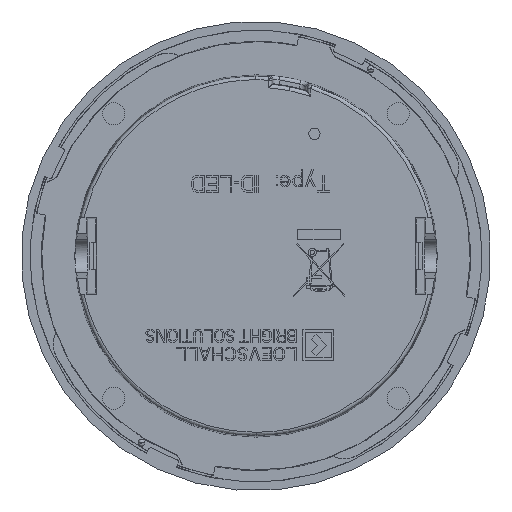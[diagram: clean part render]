
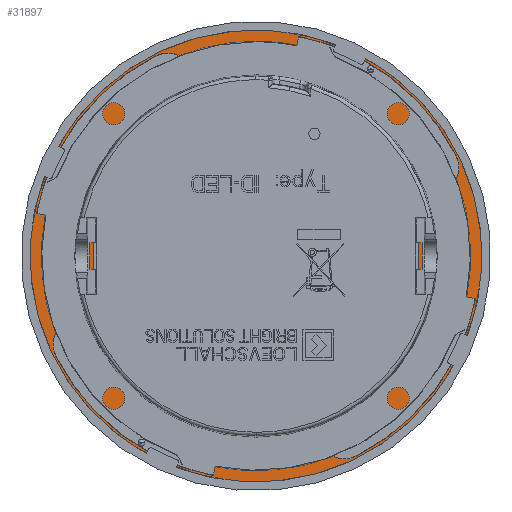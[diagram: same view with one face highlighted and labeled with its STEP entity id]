
A CAD part, front view. The second image highlights one B-rep face of the part: STEP entity #31897.
In plain terms, the highlighted face is planar.
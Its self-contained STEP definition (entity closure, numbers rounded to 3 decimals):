
#2558 = DIRECTION ( 'NONE',  ( -1., 0., 0. ) ) ;
#5331 = CIRCLE ( 'NONE', #53963, 33.7 ) ;
#6160 = EDGE_CURVE ( 'NONE', #35946, #36138, #8301, .T. ) ;
#8301 = CIRCLE ( 'NONE', #47904, 33.7 ) ;
#9217 = ORIENTED_EDGE ( 'NONE', *, *, #37309, .T. ) ;
#9859 = ORIENTED_EDGE ( 'NONE', *, *, #44545, .T. ) ;
#10228 = CARTESIAN_POINT ( 'NONE',  ( -24.35, 0., 0.4 ) ) ;
#11991 = DIRECTION ( 'NONE',  ( 0., 0., 1. ) ) ;
#13039 = DIRECTION ( 'NONE',  ( -1., 0., 0. ) ) ;
#13536 = AXIS2_PLACEMENT_3D ( 'NONE', #24841, #68072, #51048 ) ;
#17323 = EDGE_LOOP ( 'NONE', ( #9859, #68655 ) ) ;
#24725 = CARTESIAN_POINT ( 'NONE',  ( 0., 0., 0.4 ) ) ;
#24841 = CARTESIAN_POINT ( 'NONE',  ( 0., 0., 0.4 ) ) ;
#27582 = CARTESIAN_POINT ( 'NONE',  ( 0., 33.5, 0.4 ) ) ;
#29834 = DIRECTION ( 'NONE',  ( 0., 0., 1. ) ) ;
#30907 = EDGE_CURVE ( 'NONE', #39439, #36242, #62170, .T. ) ;
#31352 = DIRECTION ( 'NONE',  ( 0., 0., -1. ) ) ;
#31897 = ADVANCED_FACE ( '9', ( #38213, #32887 ), #60514, .T. ) ;
#32887 = FACE_OUTER_BOUND ( 'NONE', #70146, .T. ) ;
#33349 = CARTESIAN_POINT ( 'NONE',  ( 0., 0., 0.4 ) ) ;
#33587 = DIRECTION ( 'NONE',  ( 1., 0., 0. ) ) ;
#35946 = VERTEX_POINT ( 'NONE', #65370 ) ;
#36138 = VERTEX_POINT ( 'NONE', #61605 ) ;
#36242 = VERTEX_POINT ( 'NONE', #10228 ) ;
#36906 = AXIS2_PLACEMENT_3D ( 'NONE', #33349, #31352, #37014 ) ;
#37014 = DIRECTION ( 'NONE',  ( -1., 0., 0. ) ) ;
#37309 = EDGE_CURVE ( 'NONE', #36138, #35946, #5331, .T. ) ;
#38213 = FACE_BOUND ( 'NONE', #17323, .T. ) ;
#39439 = VERTEX_POINT ( 'NONE', #52976 ) ;
#44545 = EDGE_CURVE ( 'NONE', #36242, #39439, #45972, .T. ) ;
#45972 = CIRCLE ( 'NONE', #36906, 24.35 ) ;
#47904 = AXIS2_PLACEMENT_3D ( 'NONE', #24725, #51289, #13039 ) ;
#51048 = DIRECTION ( 'NONE',  ( -1., 0., 0. ) ) ;
#51289 = DIRECTION ( 'NONE',  ( 0., 0., 1. ) ) ;
#52976 = CARTESIAN_POINT ( 'NONE',  ( 24.35, 0., 0.4 ) ) ;
#53963 = AXIS2_PLACEMENT_3D ( 'NONE', #61014, #29834, #2558 ) ;
#60514 = PLANE ( 'NONE',  #69567 ) ;
#61014 = CARTESIAN_POINT ( 'NONE',  ( 0., 0., 0.4 ) ) ;
#61605 = CARTESIAN_POINT ( 'NONE',  ( -33.7, 0., 0.4 ) ) ;
#62170 = CIRCLE ( 'NONE', #13536, 24.35 ) ;
#65370 = CARTESIAN_POINT ( 'NONE',  ( 33.7, 0., 0.4 ) ) ;
#68072 = DIRECTION ( 'NONE',  ( 0., 0., -1. ) ) ;
#68148 = ORIENTED_EDGE ( 'NONE', *, *, #6160, .T. ) ;
#68655 = ORIENTED_EDGE ( 'NONE', *, *, #30907, .T. ) ;
#69567 = AXIS2_PLACEMENT_3D ( 'NONE', #27582, #11991, #33587 ) ;
#70146 = EDGE_LOOP ( 'NONE', ( #9217, #68148 ) ) ;
